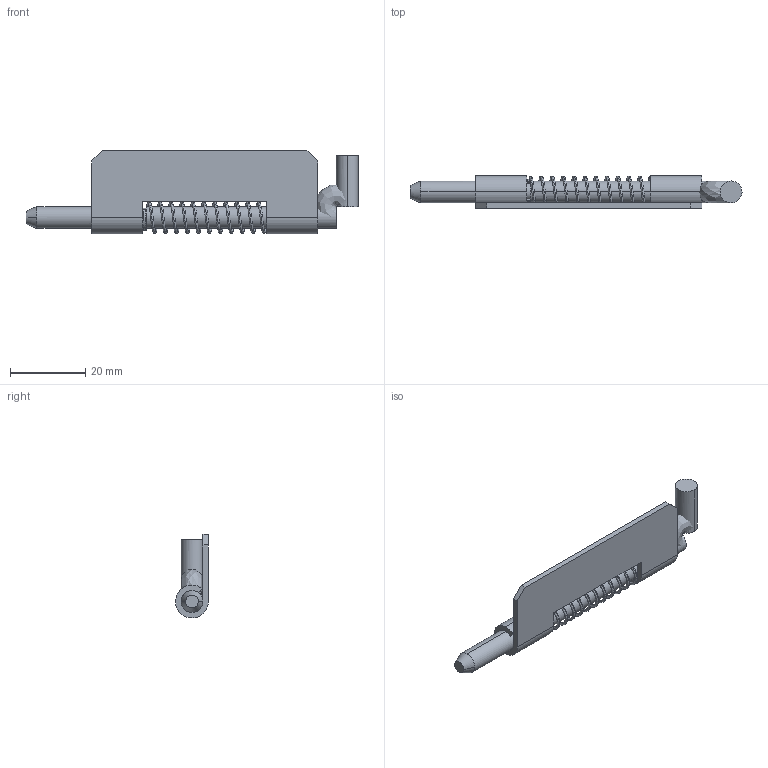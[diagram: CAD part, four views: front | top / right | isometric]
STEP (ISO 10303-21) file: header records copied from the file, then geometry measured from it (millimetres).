
FILE_DESCRIPTION(('FreeCAD Model'),'2;1');
FILE_NAME('Open CASCADE Shape Model','2025-04-28T08:12:35',('FreeCAD'),( 'FreeCAD'),'Open CASCADE STEP processor 7.6','FreeCAD','Unknown');
FILE_SCHEMA(('AUTOMOTIVE_DESIGN { 1 0 10303 214 1 1 1 1 }'));
Length unit declared in the file: millimetre
Products named in the file (1): Open CASCADE STEP translator 7.6 1
Bounding box: 88.14 x 8.71 x 22.28 mm (x, y, z)
Volume: 4371.3 mm3; surface area: 5922 mm2
Topology: 4 solids, 4 shells, 129 faces, 301 edges, 172 vertices
Faces by surface type: bspline 129
Entity records: 7114 total; most frequent: CARTESIAN_POINT 5525, ORIENTED_EDGE 582, EDGE_CURVE 291, VERTEX_POINT 172, FACE_BOUND 131, EDGE_LOOP 131, ADVANCED_FACE 129, B_SPLINE_CURVE_WITH_KNOTS 104
